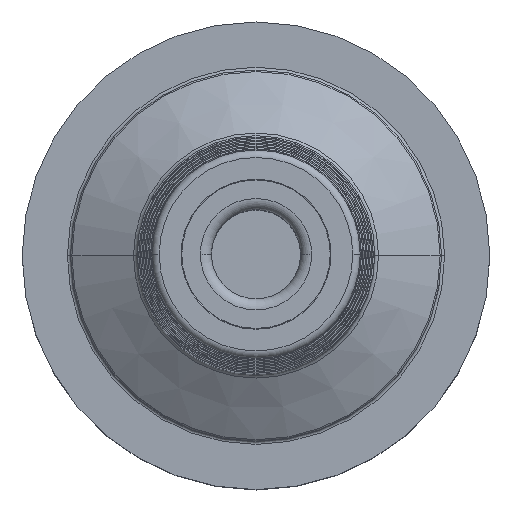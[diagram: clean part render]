
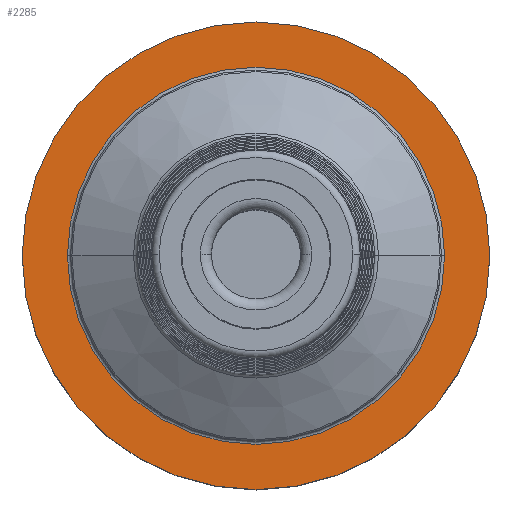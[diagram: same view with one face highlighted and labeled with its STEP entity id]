
A CAD part, top view. The second image highlights one B-rep face of the part: STEP entity #2285.
In plain terms, the highlighted planar face has unit normal (0, 0, 1).
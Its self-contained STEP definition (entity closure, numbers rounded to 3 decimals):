
#773=CARTESIAN_POINT('',(0.,0.,25.95));
#774=DIRECTION('',(0.,0.,1.));
#775=DIRECTION('',(1.,0.,0.));
#776=AXIS2_PLACEMENT_3D('',#773,#774,#775);
#781=CARTESIAN_POINT('',(0.,0.,25.95));
#782=DIRECTION('',(0.,0.,1.));
#783=DIRECTION('',(-1.,0.,0.));
#784=AXIS2_PLACEMENT_3D('',#781,#782,#783);
#789=CARTESIAN_POINT('',(0.,0.,25.95));
#790=DIRECTION('',(0.,0.,1.));
#791=DIRECTION('',(0.,-1.,0.));
#792=AXIS2_PLACEMENT_3D('',#789,#790,#791);
#1006=CARTESIAN_POINT('',(0.,0.,25.95));
#1007=DIRECTION('',(0.,0.,-1.));
#1008=DIRECTION('',(0.,-1.,0.));
#1009=AXIS2_PLACEMENT_3D('',#1006,#1007,#1008);
#1537=CARTESIAN_POINT('',(0.,-31.5,25.95));
#1538=CARTESIAN_POINT('',(0.,31.5,25.95));
#1539=VERTEX_POINT('',#1537);
#1540=VERTEX_POINT('',#1538);
#1585=CARTESIAN_POINT('',(25.4,0.,25.95));
#1586=CARTESIAN_POINT('',(-25.4,0.,25.95));
#1587=VERTEX_POINT('',#1585);
#1588=VERTEX_POINT('',#1586);
#2269=CARTESIAN_POINT('',(0.,0.,25.95));
#2270=DIRECTION('',(0.,0.,1.));
#2271=DIRECTION('',(0.,1.,0.));
#2272=AXIS2_PLACEMENT_3D('',#2269,#2270,#2271);
#2273=PLANE('',#2272);
#2275=ORIENTED_EDGE('',*,*,#2274,.F.);
#2277=ORIENTED_EDGE('',*,*,#2276,.T.);
#2278=EDGE_LOOP('',(#2275,#2277));
#2279=FACE_OUTER_BOUND('',#2278,.F.);
#2280=ORIENTED_EDGE('',*,*,#2259,.T.);
#2282=ORIENTED_EDGE('',*,*,#2281,.T.);
#2283=EDGE_LOOP('',(#2280,#2282));
#2284=FACE_BOUND('',#2283,.F.);
#2285=ADVANCED_FACE('',(#2279,#2284),#2273,.T.);
#777=CIRCLE('',#776,25.4);
#785=CIRCLE('',#784,25.4);
#793=CIRCLE('',#792,31.5);
#1010=CIRCLE('',#1009,31.5);
#2259=EDGE_CURVE('',#1587,#1588,#777,.T.);
#2274=EDGE_CURVE('',#1539,#1540,#793,.T.);
#2276=EDGE_CURVE('',#1539,#1540,#1010,.T.);
#2281=EDGE_CURVE('',#1588,#1587,#785,.T.);
